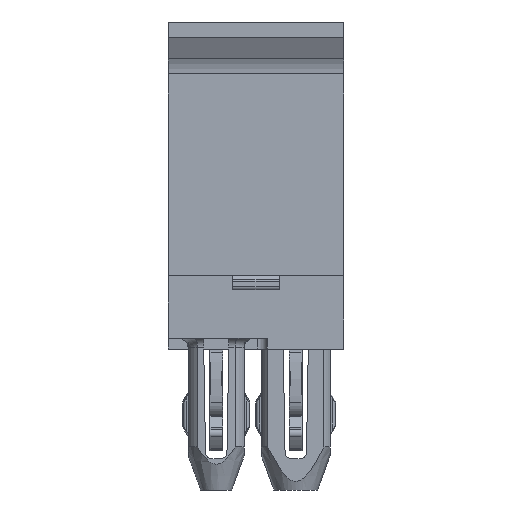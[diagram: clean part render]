
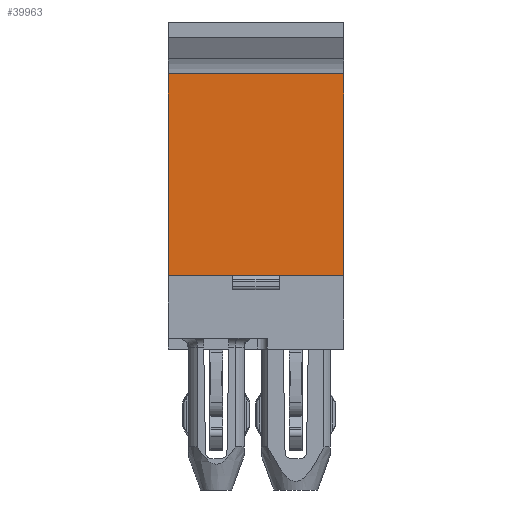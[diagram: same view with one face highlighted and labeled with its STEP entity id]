
A CAD part, left-side view. The second image highlights one B-rep face of the part: STEP entity #39963.
In plain terms, the highlighted planar face has unit normal (-1, 0, 0).
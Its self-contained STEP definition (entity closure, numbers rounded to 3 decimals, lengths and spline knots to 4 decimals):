
#1941=PLANE('',#46189);
#12834=ORIENTED_EDGE('',*,*,#19562,.F.);
#12835=ORIENTED_EDGE('',*,*,#19628,.T.);
#12836=ORIENTED_EDGE('',*,*,#19626,.T.);
#12837=ORIENTED_EDGE('',*,*,#19629,.F.);
#19562=EDGE_CURVE('',#23701,#23702,#28034,.T.);
#19626=EDGE_CURVE('',#23741,#23740,#28068,.T.);
#19628=EDGE_CURVE('',#23701,#23741,#28070,.T.);
#19629=EDGE_CURVE('',#23702,#23740,#28071,.T.);
#23701=VERTEX_POINT('',#68267);
#23702=VERTEX_POINT('',#68268);
#23740=VERTEX_POINT('',#68698);
#23741=VERTEX_POINT('',#68700);
#28034=LINE('',#68266,#32637);
#28068=LINE('',#68699,#32671);
#28070=LINE('',#68703,#32673);
#28071=LINE('',#68704,#32674);
#32637=VECTOR('',#55896,1000.);
#32671=VECTOR('',#56008,1000.);
#32673=VECTOR('',#56012,1000.);
#32674=VECTOR('',#56013,1000.);
#35236=EDGE_LOOP('',(#12834,#12835,#12836,#12837));
#37397=FACE_BOUND('',#35236,.T.);
#39963=ADVANCED_FACE('',(#37397),#1941,.F.);
#46189=AXIS2_PLACEMENT_3D('',#68702,#56010,#56011);
#55896=DIRECTION('',(0.,-1.,0.));
#56008=DIRECTION('',(0.,-1.,0.));
#56010=DIRECTION('',(1.,0.,0.));
#56011=DIRECTION('',(0.,0.,-1.));
#56012=DIRECTION('',(0.,0.,-1.));
#56013=DIRECTION('',(0.,0.,-1.));
#68266=CARTESIAN_POINT('',(-16.44,0.,0.7409));
#68267=CARTESIAN_POINT('',(-16.44,2.8,0.7409));
#68268=CARTESIAN_POINT('',(-16.44,-2.8,0.7409));
#68698=CARTESIAN_POINT('',(-16.44,-2.8,-5.7));
#68699=CARTESIAN_POINT('',(-16.44,2.8,-5.7));
#68700=CARTESIAN_POINT('',(-16.44,2.8,-5.7));
#68702=CARTESIAN_POINT('',(-16.44,2.8,1.));
#68703=CARTESIAN_POINT('',(-16.44,2.8,0.));
#68704=CARTESIAN_POINT('',(-16.44,-2.8,0.));
